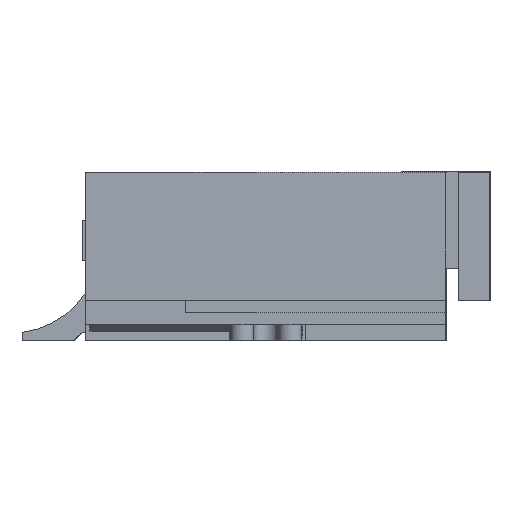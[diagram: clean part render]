
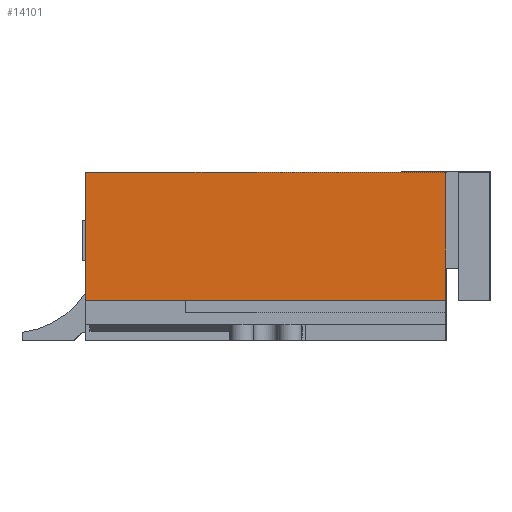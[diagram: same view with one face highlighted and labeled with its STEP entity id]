
A CAD part, left-side view. The second image highlights one B-rep face of the part: STEP entity #14101.
In plain terms, the highlighted planar face has unit normal (-1, 0, 0).
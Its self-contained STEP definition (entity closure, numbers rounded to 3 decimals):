
#14101=ADVANCED_FACE('',(#25087),#25089,.F.);
#25087=FACE_BOUND('',#25088,.T.);
#25088=EDGE_LOOP('',(#34838,#34839,#34840,#34841));
#25089=PLANE('',#25090);
#25090=AXIS2_PLACEMENT_3D('',#25091,#25092,#25093);
#25091=CARTESIAN_POINT('',(-2.4,0.,0.));
#25092=DIRECTION('',(1.,0.,0.));
#25093=DIRECTION('',(0.,1.,0.));
#34838=ORIENTED_EDGE('',*,*,#39714,.F.);
#34839=ORIENTED_EDGE('',*,*,#39711,.F.);
#34840=ORIENTED_EDGE('',*,*,#39708,.F.);
#34841=ORIENTED_EDGE('',*,*,#39704,.F.);
#39704=EDGE_CURVE('',#47695,#47696,#47697,.T.);
#39708=EDGE_CURVE('',#47696,#47703,#47704,.T.);
#39711=EDGE_CURVE('',#47703,#47708,#47709,.T.);
#39714=EDGE_CURVE('',#47708,#47695,#47713,.T.);
#47695=VERTEX_POINT('',#65750);
#47696=VERTEX_POINT('',#65751);
#47697=LINE('',#65752,#65753);
#47703=VERTEX_POINT('',#65766);
#47704=LINE('',#65767,#65768);
#47708=VERTEX_POINT('',#65777);
#47709=LINE('',#65778,#65779);
#47713=LINE('',#65788,#65789);
#65750=CARTESIAN_POINT('',(-2.4,-5.25,0.5));
#65751=CARTESIAN_POINT('',(-2.4,-0.75,0.5));
#65752=CARTESIAN_POINT('',(-2.4,-5.25,0.5));
#65753=VECTOR('',#65754,1.);
#65754=DIRECTION('',(0.,1.,0.));
#65766=CARTESIAN_POINT('',(-2.4,-0.75,2.1));
#65767=CARTESIAN_POINT('',(-2.4,-0.75,0.5));
#65768=VECTOR('',#65769,1.);
#65769=DIRECTION('',(0.,0.,1.));
#65777=CARTESIAN_POINT('',(-2.4,-5.25,2.1));
#65778=CARTESIAN_POINT('',(-2.4,-0.75,2.1));
#65779=VECTOR('',#65780,1.);
#65780=DIRECTION('',(0.,-1.,0.));
#65788=CARTESIAN_POINT('',(-2.4,-5.25,2.1));
#65789=VECTOR('',#65790,1.);
#65790=DIRECTION('',(0.,0.,-1.));
